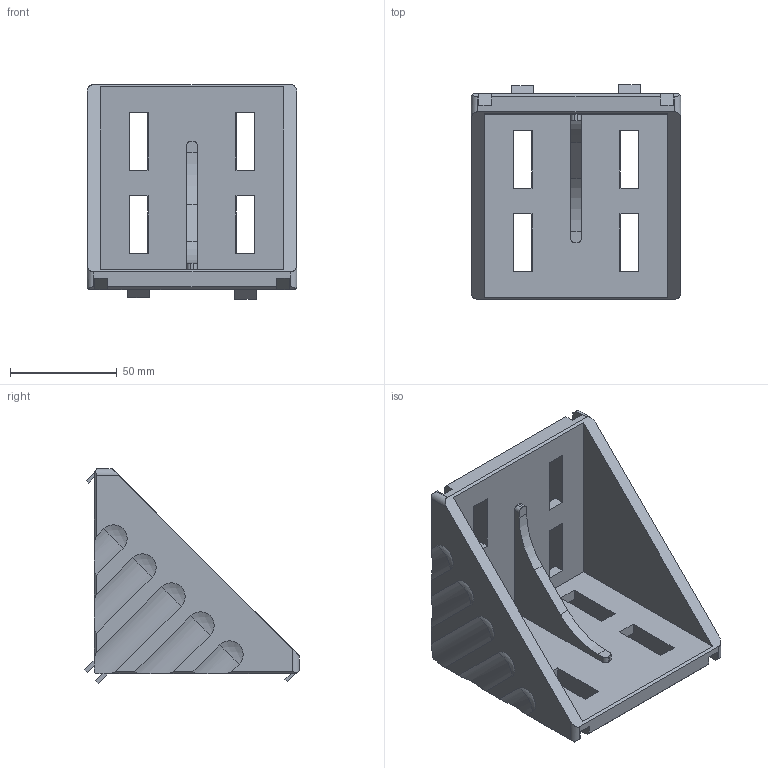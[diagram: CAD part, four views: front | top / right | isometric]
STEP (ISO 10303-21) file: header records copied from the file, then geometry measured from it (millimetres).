
FILE_DESCRIPTION(('STEP AP214'),'1');
FILE_NAME('cctmp_5A36FA17-C15D-4370-8E3D-6C03F53ECEDB_2020_1_13_15_53_33_321..stp','2020-01-13T14:53:33',('Bosch Rexroth AG'),('CADClick - www.CADClick.com'),'Spatial InterOp 3D',' ','unknown authorization - (Healing Option Enabled)');
FILE_SCHEMA(('AUTOMOTIVE_DESIGN'));
Length unit declared in the file: millimetre
Products named in the file (1): 2020_01_13__15-53-33-306
Bounding box: 98 x 100.38 x 100.38 mm (x, y, z)
Volume: 172540.7 mm3; surface area: 63701.3 mm2
Topology: 1 solids, 1 shells, 323 faces, 892 edges, 598 vertices
Faces by surface type: plane 293, cylinder 20, sphere 10
Entity records: 12818 total; most frequent: CARTESIAN_POINT 1814, ORIENTED_EDGE 1784, DIRECTION 1632, EDGE_CURVE 892, LINE 800, VECTOR 800, VERTEX_POINT 598, AXIS2_PLACEMENT_3D 416
